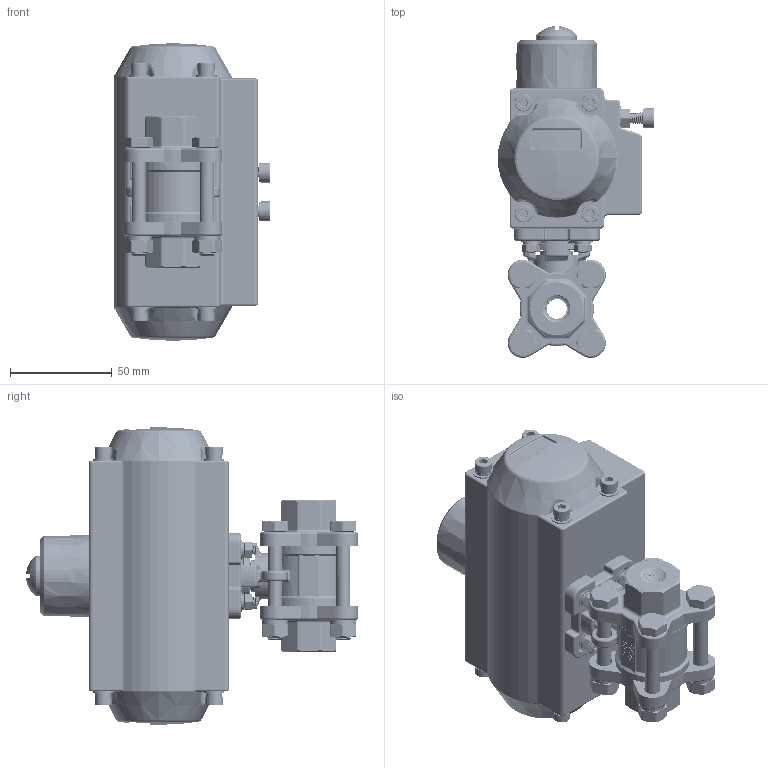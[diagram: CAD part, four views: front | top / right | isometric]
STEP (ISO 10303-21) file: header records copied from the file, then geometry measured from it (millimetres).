
FILE_DESCRIPTION (( 'STEP AP214' ), '1' );
FILE_NAME ('KD1-4.STEP', '2019-02-11T18:24:11', ( '' ), ( '' ), 'SwSTEP 2.0', 'SolidWorks 2016', '' );
FILE_SCHEMA (( 'AUTOMOTIVE_DESIGN' ));
Length unit declared in the file: millimetre
Products named in the file (1): KD1-4
Bounding box: 76.9 x 163.06 x 146.1 mm (x, y, z)
Volume: 653433.3 mm3; surface area: 131496.7 mm2
Topology: 59 solids, 59 shells, 3372 faces, 8598 edges, 5375 vertices
Faces by surface type: cylinder 1552, plane 738, bspline 396, cone 303, torus 277, sphere 106
Entity records: 254429 total; most frequent: CARTESIAN_POINT 142923, ORIENTED_EDGE 17056, DIRECTION 13729, EDGE_CURVE 8528, AXIS2_PLACEMENT_3D 5379, VERTEX_POINT 5374, EDGE_LOOP 3564, UNCERTAINTY_MEASURE_WITH_UNIT 3433
